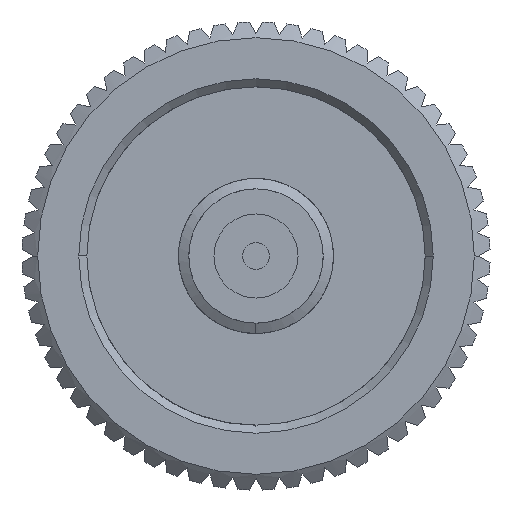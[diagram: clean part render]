
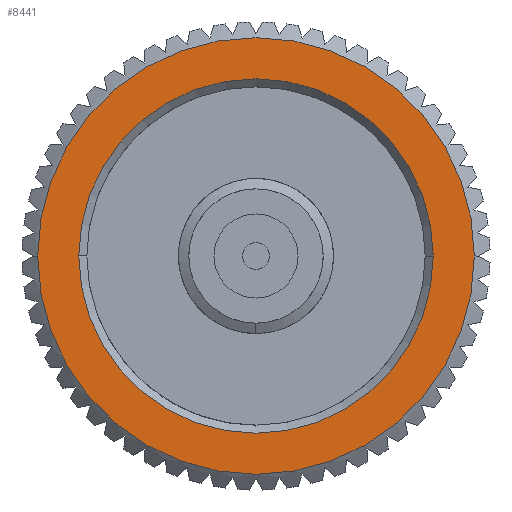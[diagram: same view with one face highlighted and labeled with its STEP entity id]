
A CAD part, left-side view. The second image highlights one B-rep face of the part: STEP entity #8441.
In plain terms, the highlighted planar face has unit normal (-1, 0, 0).
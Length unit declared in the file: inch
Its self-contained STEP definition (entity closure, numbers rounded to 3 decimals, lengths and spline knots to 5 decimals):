
#116 = ORIENTED_EDGE ( 'NONE', *, *, #1952, .T. ) ;
#249 = VERTEX_POINT ( 'NONE', #8746 ) ;
#326 = CARTESIAN_POINT ( 'NONE',  ( 0., 0., 0. ) ) ;
#563 = ORIENTED_EDGE ( 'NONE', *, *, #7574, .T. ) ;
#1247 = DIRECTION ( 'NONE',  ( -1., 0., 0. ) ) ;
#1428 = CARTESIAN_POINT ( 'NONE',  ( 0., 0., 0. ) ) ;
#1609 = CARTESIAN_POINT ( 'NONE',  ( 0., 0.33, 0. ) ) ;
#1952 = EDGE_CURVE ( 'NONE', #5078, #5549, #9092, .T. ) ;
#2010 = AXIS2_PLACEMENT_3D ( 'NONE', #1428, #11841, #5240 ) ;
#3000 = ORIENTED_EDGE ( 'NONE', *, *, #3151, .F. ) ;
#3151 = EDGE_CURVE ( 'NONE', #249, #6556, #7803, .T. ) ;
#4054 = CARTESIAN_POINT ( 'NONE',  ( 0., 0., 0. ) ) ;
#4109 = FACE_OUTER_BOUND ( 'NONE', #10067, .T. ) ;
#4118 = DIRECTION ( 'NONE',  ( -1., 0., 0. ) ) ;
#4150 = CIRCLE ( 'NONE', #6169, 0.4065 ) ;
#4236 = EDGE_CURVE ( 'NONE', #6556, #249, #6029, .T. ) ;
#4558 = AXIS2_PLACEMENT_3D ( 'NONE', #4054, #12426, #7780 ) ;
#5078 = VERTEX_POINT ( 'NONE', #6844 ) ;
#5119 = CARTESIAN_POINT ( 'NONE',  ( 0., 0., 0. ) ) ;
#5173 = DIRECTION ( 'NONE',  ( 0., -1., 0. ) ) ;
#5240 = DIRECTION ( 'NONE',  ( 0., -1., 0. ) ) ;
#5549 = VERTEX_POINT ( 'NONE', #10171 ) ;
#6029 = CIRCLE ( 'NONE', #2010, 0.33 ) ;
#6169 = AXIS2_PLACEMENT_3D ( 'NONE', #10046, #1247, #11000 ) ;
#6556 = VERTEX_POINT ( 'NONE', #1609 ) ;
#6844 = CARTESIAN_POINT ( 'NONE',  ( 0., -0.4065, 0. ) ) ;
#6879 = DIRECTION ( 'NONE',  ( -1., 0., 0. ) ) ;
#7574 = EDGE_CURVE ( 'NONE', #5549, #5078, #4150, .T. ) ;
#7780 = DIRECTION ( 'NONE',  ( 0., 1., 0. ) ) ;
#7803 = CIRCLE ( 'NONE', #11466, 0.33 ) ;
#7962 = FACE_BOUND ( 'NONE', #8804, .T. ) ;
#8441 = ADVANCED_FACE ( 'NONE', ( #4109, #7962 ), #8565, .F. ) ;
#8467 = AXIS2_PLACEMENT_3D ( 'NONE', #5119, #6879, #5173 ) ;
#8565 = PLANE ( 'NONE',  #4558 ) ;
#8746 = CARTESIAN_POINT ( 'NONE',  ( 0., -0.33, 0. ) ) ;
#8804 = EDGE_LOOP ( 'NONE', ( #3000, #10473 ) ) ;
#9069 = DIRECTION ( 'NONE',  ( 0., -1., 0. ) ) ;
#9092 = CIRCLE ( 'NONE', #8467, 0.4065 ) ;
#10046 = CARTESIAN_POINT ( 'NONE',  ( 0., 0., 0. ) ) ;
#10067 = EDGE_LOOP ( 'NONE', ( #563, #116 ) ) ;
#10171 = CARTESIAN_POINT ( 'NONE',  ( 0., 0.4065, 0. ) ) ;
#10473 = ORIENTED_EDGE ( 'NONE', *, *, #4236, .F. ) ;
#11000 = DIRECTION ( 'NONE',  ( 0., -1., 0. ) ) ;
#11466 = AXIS2_PLACEMENT_3D ( 'NONE', #326, #4118, #9069 ) ;
#11841 = DIRECTION ( 'NONE',  ( -1., 0., 0. ) ) ;
#12426 = DIRECTION ( 'NONE',  ( 1., 0., 0. ) ) ;
